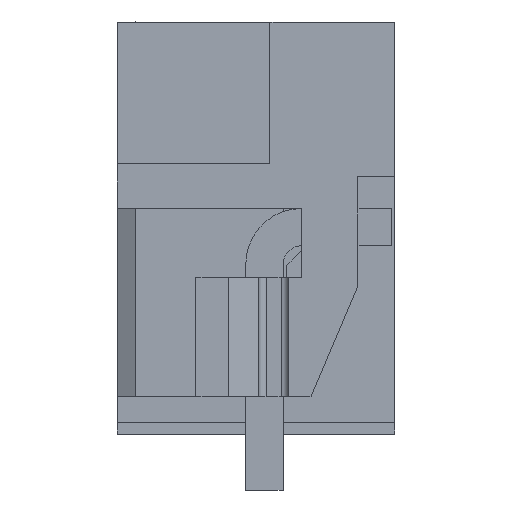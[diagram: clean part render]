
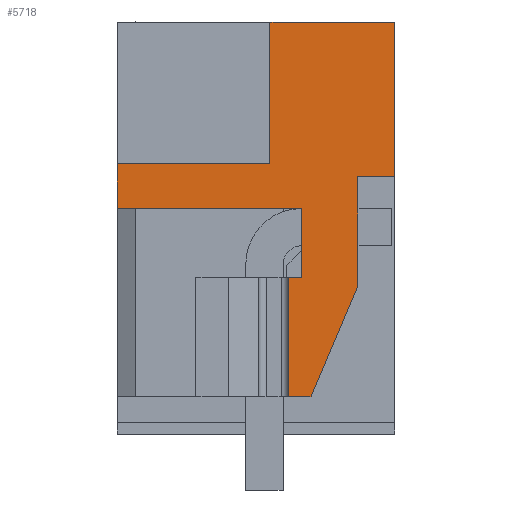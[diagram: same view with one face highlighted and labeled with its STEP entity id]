
A CAD part, left-side view. The second image highlights one B-rep face of the part: STEP entity #5718.
In plain terms, the highlighted planar face has unit normal (-1, 0, 0).
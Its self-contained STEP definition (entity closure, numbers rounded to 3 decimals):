
#5635=AXIS2_PLACEMENT_3D('Plane Axis2P3D',#5632,#5633,#5634) ;
#296=CARTESIAN_POINT('Vertex',(0.,7.45,7.55)) ;
#299=CARTESIAN_POINT('Line Origine',(0.,7.45,8.15)) ;
#303=CARTESIAN_POINT('Vertex',(0.,7.45,8.75)) ;
#5468=CARTESIAN_POINT('Vertex',(0.,2.25,2.5)) ;
#5471=CARTESIAN_POINT('Line Origine',(0.,2.55,2.5)) ;
#5475=CARTESIAN_POINT('Vertex',(0.,2.85,2.5)) ;
#5610=CARTESIAN_POINT('Vertex',(0.,2.5,7.55)) ;
#5613=CARTESIAN_POINT('Line Origine',(0.,4.975,7.55)) ;
#5632=CARTESIAN_POINT('Axis2P3D Location',(0.,1.575,12.55)) ;
#5637=CARTESIAN_POINT('Line Origine',(0.,2.5,6.625)) ;
#5641=CARTESIAN_POINT('Vertex',(0.,2.5,5.7)) ;
#5644=CARTESIAN_POINT('Line Origine',(0.,2.675,5.7)) ;
#5648=CARTESIAN_POINT('Vertex',(0.,2.85,5.7)) ;
#5651=CARTESIAN_POINT('Line Origine',(0.,2.85,4.1)) ;
#5656=CARTESIAN_POINT('Line Origine',(0.,1.623,3.979)) ;
#5660=CARTESIAN_POINT('Vertex',(0.,0.997,5.458)) ;
#5663=CARTESIAN_POINT('Line Origine',(0.,0.997,6.929)) ;
#5667=CARTESIAN_POINT('Vertex',(0.,0.997,8.4)) ;
#5670=CARTESIAN_POINT('Line Origine',(0.,0.498,8.4)) ;
#5674=CARTESIAN_POINT('Vertex',(0.,0.,8.4)) ;
#5677=CARTESIAN_POINT('Line Origine',(0.,0.,10.475)) ;
#5681=CARTESIAN_POINT('Vertex',(0.,0.,12.55)) ;
#5684=CARTESIAN_POINT('Line Origine',(0.,1.675,12.55)) ;
#5688=CARTESIAN_POINT('Vertex',(0.,3.35,12.55)) ;
#5691=CARTESIAN_POINT('Line Origine',(0.,3.35,10.65)) ;
#5695=CARTESIAN_POINT('Vertex',(0.,3.35,8.75)) ;
#5698=CARTESIAN_POINT('Line Origine',(0.,5.4,8.75)) ;
#300=DIRECTION('Vector Direction',(0.,0.,-1.)) ;
#5472=DIRECTION('Vector Direction',(0.,-1.,0.)) ;
#5614=DIRECTION('Vector Direction',(0.,1.,0.)) ;
#5633=DIRECTION('Axis2P3D Direction',(-1.,0.,-0.)) ;
#5634=DIRECTION('Axis2P3D XDirection',(0.,1.,0.)) ;
#5638=DIRECTION('Vector Direction',(0.,0.,-1.)) ;
#5645=DIRECTION('Vector Direction',(0.,1.,0.)) ;
#5652=DIRECTION('Vector Direction',(0.,0.,-1.)) ;
#5657=DIRECTION('Vector Direction',(0.,0.39,-0.921)) ;
#5664=DIRECTION('Vector Direction',(0.,0.,1.)) ;
#5671=DIRECTION('Vector Direction',(0.,-1.,0.)) ;
#5678=DIRECTION('Vector Direction',(0.,0.,1.)) ;
#5685=DIRECTION('Vector Direction',(0.,1.,0.)) ;
#5692=DIRECTION('Vector Direction',(0.,0.,-1.)) ;
#5699=DIRECTION('Vector Direction',(0.,-1.,0.)) ;
#301=VECTOR('Line Direction',#300,1.) ;
#5473=VECTOR('Line Direction',#5472,1.) ;
#5615=VECTOR('Line Direction',#5614,1.) ;
#5639=VECTOR('Line Direction',#5638,1.) ;
#5646=VECTOR('Line Direction',#5645,1.) ;
#5653=VECTOR('Line Direction',#5652,1.) ;
#5658=VECTOR('Line Direction',#5657,1.) ;
#5665=VECTOR('Line Direction',#5664,1.) ;
#5672=VECTOR('Line Direction',#5671,1.) ;
#5679=VECTOR('Line Direction',#5678,1.) ;
#5686=VECTOR('Line Direction',#5685,1.) ;
#5693=VECTOR('Line Direction',#5692,1.) ;
#5700=VECTOR('Line Direction',#5699,1.) ;
#5704=ORIENTED_EDGE('',*,*,#305,.T.) ;
#5705=ORIENTED_EDGE('',*,*,#5617,.F.) ;
#5706=ORIENTED_EDGE('',*,*,#5643,.T.) ;
#5707=ORIENTED_EDGE('',*,*,#5650,.T.) ;
#5708=ORIENTED_EDGE('',*,*,#5655,.T.) ;
#5709=ORIENTED_EDGE('',*,*,#5477,.T.) ;
#5710=ORIENTED_EDGE('',*,*,#5662,.F.) ;
#5711=ORIENTED_EDGE('',*,*,#5669,.T.) ;
#5712=ORIENTED_EDGE('',*,*,#5676,.T.) ;
#5713=ORIENTED_EDGE('',*,*,#5683,.T.) ;
#5714=ORIENTED_EDGE('',*,*,#5690,.T.) ;
#5715=ORIENTED_EDGE('',*,*,#5697,.T.) ;
#5716=ORIENTED_EDGE('',*,*,#5702,.F.) ;
#5718=ADVANCED_FACE('HOUSING',(#5717),#5636,.T.) ;
#305=EDGE_CURVE('',#304,#297,#302,.T.) ;
#5477=EDGE_CURVE('',#5476,#5469,#5474,.T.) ;
#5617=EDGE_CURVE('',#5611,#297,#5616,.T.) ;
#5643=EDGE_CURVE('',#5611,#5642,#5640,.T.) ;
#5650=EDGE_CURVE('',#5642,#5649,#5647,.T.) ;
#5655=EDGE_CURVE('',#5649,#5476,#5654,.T.) ;
#5662=EDGE_CURVE('',#5661,#5469,#5659,.T.) ;
#5669=EDGE_CURVE('',#5661,#5668,#5666,.T.) ;
#5676=EDGE_CURVE('',#5668,#5675,#5673,.T.) ;
#5683=EDGE_CURVE('',#5675,#5682,#5680,.T.) ;
#5690=EDGE_CURVE('',#5682,#5689,#5687,.T.) ;
#5697=EDGE_CURVE('',#5689,#5696,#5694,.T.) ;
#5702=EDGE_CURVE('',#304,#5696,#5701,.T.) ;
#5703=EDGE_LOOP('',(#5704,#5705,#5706,#5707,#5708,#5709,#5710,#5711,#5712,#5713,#5714,#5715,#5716)) ;
#5717=FACE_OUTER_BOUND('',#5703,.T.) ;
#302=LINE('Line',#299,#301) ;
#5474=LINE('Line',#5471,#5473) ;
#5616=LINE('Line',#5613,#5615) ;
#5640=LINE('Line',#5637,#5639) ;
#5647=LINE('Line',#5644,#5646) ;
#5654=LINE('Line',#5651,#5653) ;
#5659=LINE('Line',#5656,#5658) ;
#5666=LINE('Line',#5663,#5665) ;
#5673=LINE('Line',#5670,#5672) ;
#5680=LINE('Line',#5677,#5679) ;
#5687=LINE('Line',#5684,#5686) ;
#5694=LINE('Line',#5691,#5693) ;
#5701=LINE('Line',#5698,#5700) ;
#5636=PLANE('',#5635) ;
#297=VERTEX_POINT('',#296) ;
#304=VERTEX_POINT('',#303) ;
#5469=VERTEX_POINT('',#5468) ;
#5476=VERTEX_POINT('',#5475) ;
#5611=VERTEX_POINT('',#5610) ;
#5642=VERTEX_POINT('',#5641) ;
#5649=VERTEX_POINT('',#5648) ;
#5661=VERTEX_POINT('',#5660) ;
#5668=VERTEX_POINT('',#5667) ;
#5675=VERTEX_POINT('',#5674) ;
#5682=VERTEX_POINT('',#5681) ;
#5689=VERTEX_POINT('',#5688) ;
#5696=VERTEX_POINT('',#5695) ;
